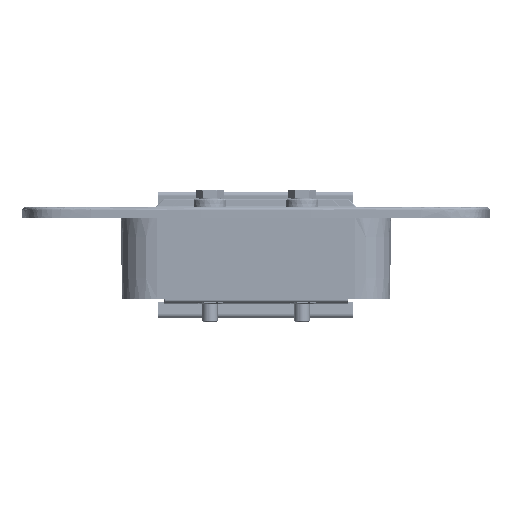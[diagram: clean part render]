
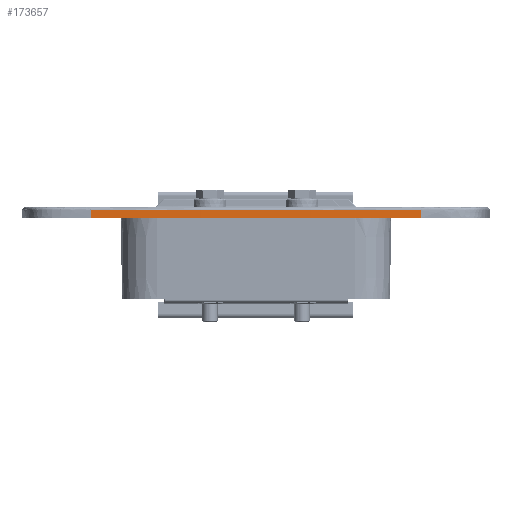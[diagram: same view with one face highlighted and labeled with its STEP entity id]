
A CAD part, left-side view. The second image highlights one B-rep face of the part: STEP entity #173657.
In plain terms, the highlighted conical face has half-angle 0.5 degrees and reference radius 3000 mm.
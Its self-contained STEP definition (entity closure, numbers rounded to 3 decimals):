
#1070=CARTESIAN_POINT('',(-169.107,77.035,61.017));
#1071=VERTEX_POINT('',#1070);
#1224=CARTESIAN_POINT('',(-169.107,-137.035,61.017));
#1225=VERTEX_POINT('',#1224);
#1226=CARTESIAN_POINT('',(2829.,-30.,61.017));
#1227=DIRECTION('',(0.0,0.0,1.0));
#1228=DIRECTION('',(-1.0,0.0,0.0));
#1229=AXIS2_PLACEMENT_3D('',#1226,#1227,#1228);
#1230=CIRCLE('',#1229,3000.017);
#1231=EDGE_CURVE('',#1071,#1225,#1230,.T.);
#147081=CARTESIAN_POINT('',(-169.151,-137.037,56.));
#147082=VERTEX_POINT('',#147081);
#147159=CARTESIAN_POINT('',(-169.151,77.037,56.));
#147160=VERTEX_POINT('',#147159);
#147161=CARTESIAN_POINT('',(2829.0,-30.,56.));
#147162=DIRECTION('',(0.,0.,-1.));
#147163=DIRECTION('',(0.999,-0.05,0.));
#147164=AXIS2_PLACEMENT_3D('',#147161,#147162,#147163);
#147165=CIRCLE('',#147164,3000.061);
#147166=EDGE_CURVE('',#147160,#147082,#147165,.F.);
#173624=CARTESIAN_POINT('',(-169.107,-137.035,61.017));
#173625=CARTESIAN_POINT('',(-169.117,-137.035,59.928));
#173626=CARTESIAN_POINT('',(-169.126,-137.036,58.839));
#173627=CARTESIAN_POINT('',(-169.141,-137.036,57.167));
#173628=CARTESIAN_POINT('',(-169.146,-137.037,56.583));
#173629=CARTESIAN_POINT('',(-169.151,-137.037,56.));
#173630=B_SPLINE_CURVE_WITH_KNOTS('',3,(#173624,#173625,#173626,#173627,#173628,#173629),.UNSPECIFIED.,.F.,.U.,(4,2,4),(0.198,0.525,0.7),.UNSPECIFIED.);
#173631=EDGE_CURVE('',#147082,#1225,#173630,.F.);
#173638=CARTESIAN_POINT('',(2829.0,-30.,63.));
#173639=DIRECTION('',(0.0,0.0,-1.0));
#173640=DIRECTION('',(0.999,-0.05,0.));
#173641=AXIS2_PLACEMENT_3D('',#173638,#173639,#173640);
#173642=CONICAL_SURFACE('',#173641,3000.,0.5);
#173643=ORIENTED_EDGE('',*,*,#1231,.F.);
#173644=CARTESIAN_POINT('',(-169.107,77.035,61.017));
#173645=CARTESIAN_POINT('',(-169.117,77.035,59.928));
#173646=CARTESIAN_POINT('',(-169.126,77.036,58.839));
#173647=CARTESIAN_POINT('',(-169.141,77.036,57.167));
#173648=CARTESIAN_POINT('',(-169.146,77.037,56.583));
#173649=CARTESIAN_POINT('',(-169.151,77.037,56.));
#173650=B_SPLINE_CURVE_WITH_KNOTS('',3,(#173644,#173645,#173646,#173647,#173648,#173649),.UNSPECIFIED.,.F.,.U.,(4,2,4),(-0.852,-0.525,-0.35),.UNSPECIFIED.);
#173651=EDGE_CURVE('',#1071,#147160,#173650,.T.);
#173652=ORIENTED_EDGE('',*,*,#173651,.T.);
#173653=ORIENTED_EDGE('',*,*,#147166,.T.);
#173654=ORIENTED_EDGE('',*,*,#173631,.T.);
#173655=EDGE_LOOP('',(#173643,#173652,#173653,#173654));
#173656=FACE_OUTER_BOUND('',#173655,.T.);
#173657=ADVANCED_FACE('',(#173656),#173642,.T.);
